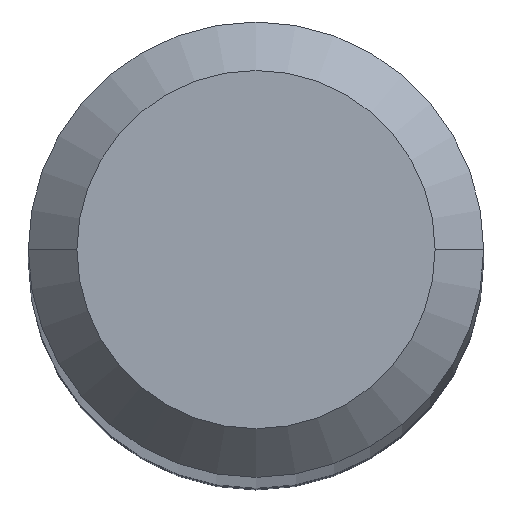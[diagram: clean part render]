
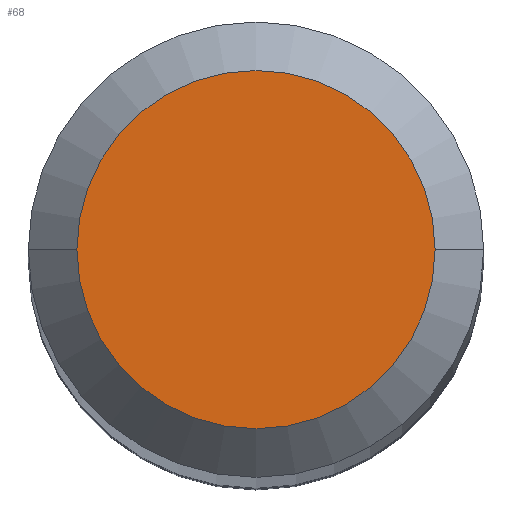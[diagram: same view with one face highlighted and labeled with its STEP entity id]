
A CAD part, top view. The second image highlights one B-rep face of the part: STEP entity #68.
In plain terms, the highlighted planar face has unit normal (0, 0, 1).
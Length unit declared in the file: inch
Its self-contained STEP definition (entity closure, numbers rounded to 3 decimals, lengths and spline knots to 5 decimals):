
#5 = DIRECTION ( 'NONE',  ( -1., 0., 0. ) ) ;
#36 = DIRECTION ( 'NONE',  ( 0., 0., 1. ) ) ;
#58 = DIRECTION ( 'NONE',  ( 0., 0., -1. ) ) ;
#68 = ADVANCED_FACE ( 'NONE', ( #493 ), #192, .F. ) ;
#136 = AXIS2_PLACEMENT_3D ( 'NONE', #627, #36, #410 ) ;
#192 = PLANE ( 'NONE',  #613 ) ;
#288 = CIRCLE ( 'NONE', #136, 0.07375 ) ;
#356 = CIRCLE ( 'NONE', #375, 0.07375 ) ;
#361 = EDGE_CURVE ( 'NONE', #766, #580, #288, .T. ) ;
#370 = ORIENTED_EDGE ( 'NONE', *, *, #361, .T. ) ;
#375 = AXIS2_PLACEMENT_3D ( 'NONE', #721, #665, #608 ) ;
#410 = DIRECTION ( 'NONE',  ( 1., 0., 0. ) ) ;
#493 = FACE_OUTER_BOUND ( 'NONE', #534, .T. ) ;
#498 = CARTESIAN_POINT ( 'NONE',  ( 0., 0.07375, 0. ) ) ;
#534 = EDGE_LOOP ( 'NONE', ( #702, #370 ) ) ;
#580 = VERTEX_POINT ( 'NONE', #791 ) ;
#592 = EDGE_CURVE ( 'NONE', #580, #766, #356, .T. ) ;
#608 = DIRECTION ( 'NONE',  ( 1., 0., 0. ) ) ;
#613 = AXIS2_PLACEMENT_3D ( 'NONE', #498, #58, #5 ) ;
#627 = CARTESIAN_POINT ( 'NONE',  ( 0., 0., 0. ) ) ;
#665 = DIRECTION ( 'NONE',  ( 0., 0., 1. ) ) ;
#702 = ORIENTED_EDGE ( 'NONE', *, *, #592, .T. ) ;
#705 = CARTESIAN_POINT ( 'NONE',  ( 0.07375, 0., 0. ) ) ;
#721 = CARTESIAN_POINT ( 'NONE',  ( 0., 0., 0. ) ) ;
#766 = VERTEX_POINT ( 'NONE', #705 ) ;
#791 = CARTESIAN_POINT ( 'NONE',  ( -0.07375, 0., 0. ) ) ;
